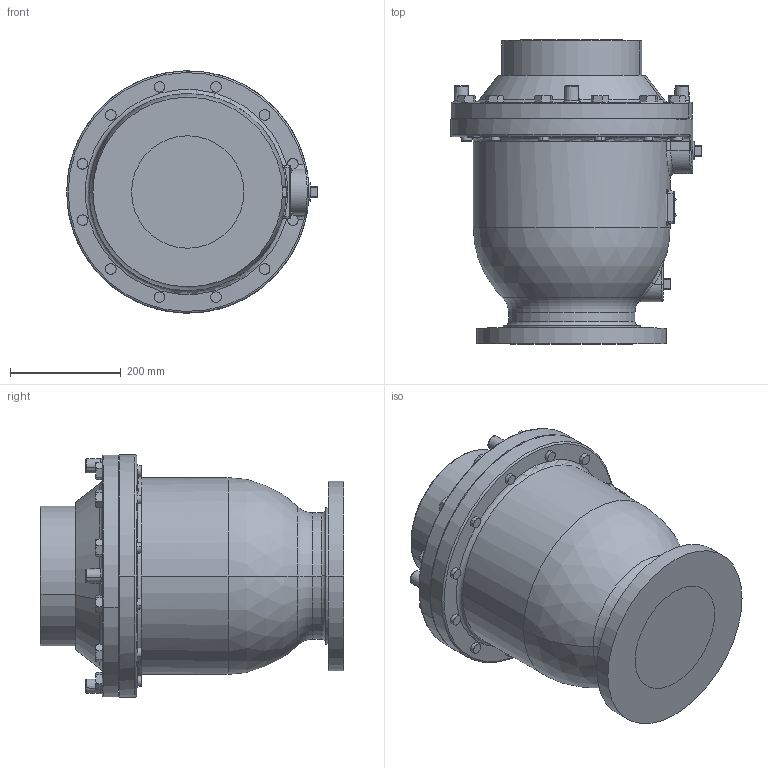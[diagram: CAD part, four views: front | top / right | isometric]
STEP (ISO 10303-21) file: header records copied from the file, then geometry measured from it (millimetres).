
FILE_DESCRIPTION((''),'2;1');
FILE_NAME('108S_SW0003','2023-09-14T09:52:38',('tbuffington'),(''),'CREO PARAMETRIC BY PTC INC, 2023072','CREO PARAMETRIC BY PTC INC, 2023072','');
FILE_SCHEMA(('AUTOMOTIVE_DESIGN { 1 0 10303 214 1 1 1 1 }'));
Length unit declared in the file: inch
Products named in the file (1): 108S_SW0003
Bounding box: 453.57 x 549.29 x 438.15 mm (x, y, z)
Volume: 16543078.4 mm3; surface area: 2170782.5 mm2
Topology: 2 solids, 2 shells, 637 faces, 1509 edges, 907 vertices
Faces by surface type: plane 192, cylinder 187, cone 105, bspline 82, torus 57, sphere 14
Entity records: 37481 total; most frequent: CARTESIAN_POINT 19447, ORIENTED_EDGE 2970, DIRECTION 2831, EDGE_CURVE 1485, COLOUR_RGB 1329, AXIS2_PLACEMENT_3D 1174, VERTEX_POINT 907, EDGE_LOOP 730
